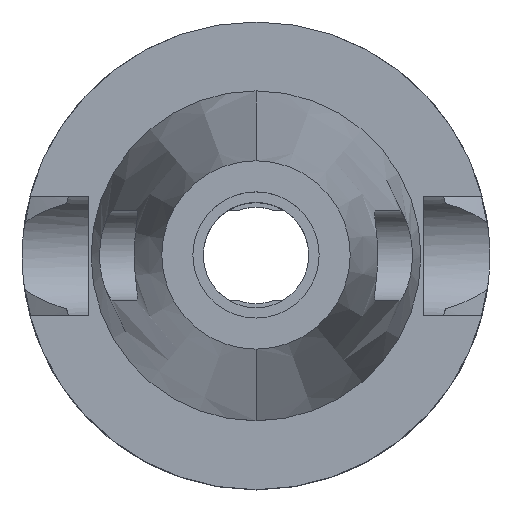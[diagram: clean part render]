
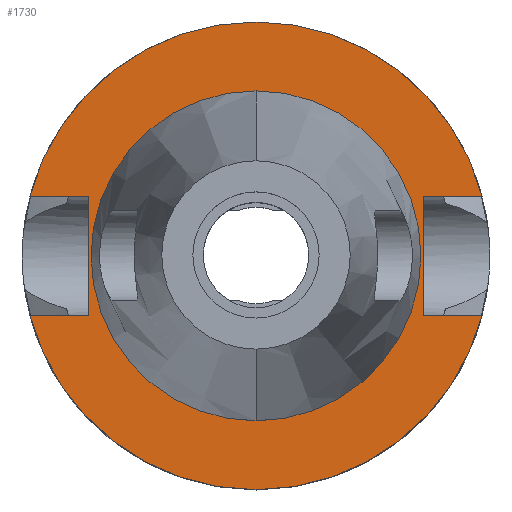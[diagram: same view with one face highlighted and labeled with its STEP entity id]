
A CAD part, top view. The second image highlights one B-rep face of the part: STEP entity #1730.
In plain terms, the highlighted planar face has unit normal (0, 0, 1).
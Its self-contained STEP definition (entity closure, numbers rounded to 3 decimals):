
#216=DIRECTION('',(0.,1.,0.));
#217=VECTOR('',#216,16.1);
#218=CARTESIAN_POINT('',(-22.5,-8.05,-1.));
#219=LINE('',#218,#217);
#223=DIRECTION('',(-1.,0.,0.));
#224=VECTOR('',#223,7.954);
#225=CARTESIAN_POINT('',(-22.5,8.05,-1.));
#226=LINE('',#225,#224);
#230=CARTESIAN_POINT('',(0.,0.,-1.));
#231=DIRECTION('',(0.,0.,-1.));
#232=DIRECTION('',(-0.967,0.256,0.));
#233=AXIS2_PLACEMENT_3D('',#230,#231,#232);
#238=CARTESIAN_POINT('',(0.,0.,-1.));
#239=DIRECTION('',(0.,0.,-1.));
#240=DIRECTION('',(0.,1.,0.));
#241=AXIS2_PLACEMENT_3D('',#238,#239,#240);
#246=DIRECTION('',(0.,-1.,0.));
#247=VECTOR('',#246,16.1);
#248=CARTESIAN_POINT('',(22.5,8.05,-1.));
#249=LINE('',#248,#247);
#253=DIRECTION('',(1.,0.,0.));
#254=VECTOR('',#253,7.954);
#255=CARTESIAN_POINT('',(22.5,-8.05,-1.));
#256=LINE('',#255,#254);
#260=CARTESIAN_POINT('',(0.,0.,-1.));
#261=DIRECTION('',(0.,0.,-1.));
#262=DIRECTION('',(0.967,-0.256,0.));
#263=AXIS2_PLACEMENT_3D('',#260,#261,#262);
#268=CARTESIAN_POINT('',(0.,0.,-1.));
#269=DIRECTION('',(0.,0.,-1.));
#270=DIRECTION('',(0.,-1.,0.));
#271=AXIS2_PLACEMENT_3D('',#268,#269,#270);
#276=CARTESIAN_POINT('',(0.,0.,-1.));
#277=DIRECTION('',(0.,0.,1.));
#278=DIRECTION('',(0.,-1.,0.));
#279=AXIS2_PLACEMENT_3D('',#276,#277,#278);
#284=CARTESIAN_POINT('',(0.,0.,-1.));
#285=DIRECTION('',(0.,0.,1.));
#286=DIRECTION('',(0.,1.,0.));
#287=AXIS2_PLACEMENT_3D('',#284,#285,#286);
#322=DIRECTION('',(-1.,0.,0.));
#323=VECTOR('',#322,7.954);
#324=CARTESIAN_POINT('',(-22.5,-8.05,-1.));
#325=LINE('',#324,#323);
#459=DIRECTION('',(1.,0.,0.));
#460=VECTOR('',#459,7.954);
#461=CARTESIAN_POINT('',(22.5,8.05,-1.));
#462=LINE('',#461,#460);
#1484=CARTESIAN_POINT('',(0.,22.225,-1.));
#1485=VERTEX_POINT('',#1484);
#1486=CARTESIAN_POINT('',(0.,-22.225,-1.));
#1487=VERTEX_POINT('',#1486);
#1488=CARTESIAN_POINT('',(-22.5,-8.05,-1.));
#1489=CARTESIAN_POINT('',(-22.5,8.05,-1.));
#1490=VERTEX_POINT('',#1488);
#1491=VERTEX_POINT('',#1489);
#1492=CARTESIAN_POINT('',(-30.454,8.05,-1.));
#1493=VERTEX_POINT('',#1492);
#1494=CARTESIAN_POINT('',(0.,31.5,-1.));
#1495=CARTESIAN_POINT('',(30.454,8.05,-1.));
#1496=VERTEX_POINT('',#1494);
#1497=VERTEX_POINT('',#1495);
#1498=CARTESIAN_POINT('',(22.5,8.05,-1.));
#1499=VERTEX_POINT('',#1498);
#1500=CARTESIAN_POINT('',(22.5,-8.05,-1.));
#1501=VERTEX_POINT('',#1500);
#1502=CARTESIAN_POINT('',(30.454,-8.05,-1.));
#1503=VERTEX_POINT('',#1502);
#1504=CARTESIAN_POINT('',(0.,-31.5,-1.));
#1505=CARTESIAN_POINT('',(-30.454,-8.05,-1.));
#1506=VERTEX_POINT('',#1504);
#1507=VERTEX_POINT('',#1505);
#1699=CARTESIAN_POINT('',(0.,0.,-1.));
#1700=DIRECTION('',(0.,0.,-1.));
#1701=DIRECTION('',(0.,-1.,0.));
#1702=AXIS2_PLACEMENT_3D('',#1699,#1700,#1701);
#1703=PLANE('',#1702);
#1705=ORIENTED_EDGE('',*,*,#1704,.T.);
#1707=ORIENTED_EDGE('',*,*,#1706,.T.);
#1709=ORIENTED_EDGE('',*,*,#1708,.T.);
#1711=ORIENTED_EDGE('',*,*,#1710,.T.);
#1713=ORIENTED_EDGE('',*,*,#1712,.F.);
#1715=ORIENTED_EDGE('',*,*,#1714,.T.);
#1717=ORIENTED_EDGE('',*,*,#1716,.T.);
#1719=ORIENTED_EDGE('',*,*,#1718,.T.);
#1721=ORIENTED_EDGE('',*,*,#1720,.T.);
#1723=ORIENTED_EDGE('',*,*,#1722,.F.);
#1724=EDGE_LOOP('',(#1705,#1707,#1709,#1711,#1713,#1715,#1717,#1719,#1721,
#1723));
#1725=FACE_OUTER_BOUND('',#1724,.F.);
#1726=ORIENTED_EDGE('',*,*,#1678,.T.);
#1727=ORIENTED_EDGE('',*,*,#1694,.T.);
#1728=EDGE_LOOP('',(#1726,#1727));
#1729=FACE_BOUND('',#1728,.F.);
#234=CIRCLE('',#233,31.5);
#242=CIRCLE('',#241,31.5);
#264=CIRCLE('',#263,31.5);
#272=CIRCLE('',#271,31.5);
#280=CIRCLE('',#279,22.225);
#288=CIRCLE('',#287,22.225);
#1678=EDGE_CURVE('',#1487,#1485,#280,.T.);
#1694=EDGE_CURVE('',#1485,#1487,#288,.T.);
#1704=EDGE_CURVE('',#1490,#1491,#219,.T.);
#1706=EDGE_CURVE('',#1491,#1493,#226,.T.);
#1708=EDGE_CURVE('',#1493,#1496,#234,.T.);
#1710=EDGE_CURVE('',#1496,#1497,#242,.T.);
#1712=EDGE_CURVE('',#1499,#1497,#462,.T.);
#1714=EDGE_CURVE('',#1499,#1501,#249,.T.);
#1716=EDGE_CURVE('',#1501,#1503,#256,.T.);
#1718=EDGE_CURVE('',#1503,#1506,#264,.T.);
#1720=EDGE_CURVE('',#1506,#1507,#272,.T.);
#1722=EDGE_CURVE('',#1490,#1507,#325,.T.);
#1730=ADVANCED_FACE('',(#1725,#1729),#1703,.F.);
